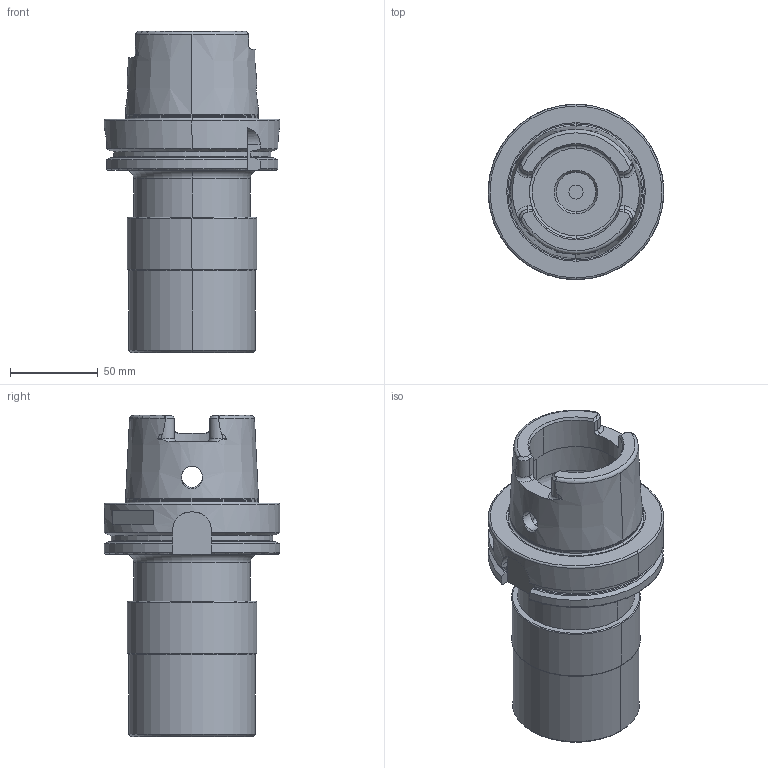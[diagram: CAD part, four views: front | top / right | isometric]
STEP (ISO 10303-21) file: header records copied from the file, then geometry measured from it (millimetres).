
FILE_DESCRIPTION((''),'2;1');
FILE_NAME('A100_16_20_1','2020-08-20T',('103090'),(''),'CREO PARAMETRIC BY PTC INC, 2016260','CREO PARAMETRIC BY PTC INC, 2016260','');
FILE_SCHEMA(('CONFIG_CONTROL_DESIGN'));
Length unit declared in the file: millimetre
Products named in the file (1): A100_16_20_1
Bounding box: 100 x 100 x 183 mm (x, y, z)
Volume: 552232 mm3; surface area: 89303.2 mm2
Topology: 1 solids, 2 shells, 207 faces, 517 edges, 316 vertices
Faces by surface type: cylinder 60, plane 56, torus 47, cone 38, sphere 6
Entity records: 7015 total; most frequent: CARTESIAN_POINT 2072, DIRECTION 1066, ORIENTED_EDGE 1018, EDGE_CURVE 509, AXIS2_PLACEMENT_3D 449, VERTEX_POINT 316, CIRCLE 239, EDGE_LOOP 223
